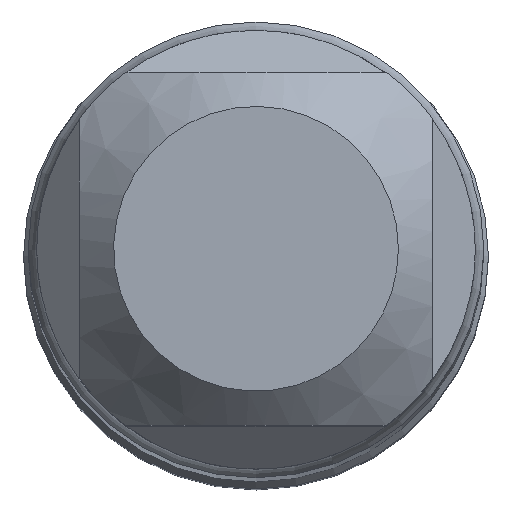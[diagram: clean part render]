
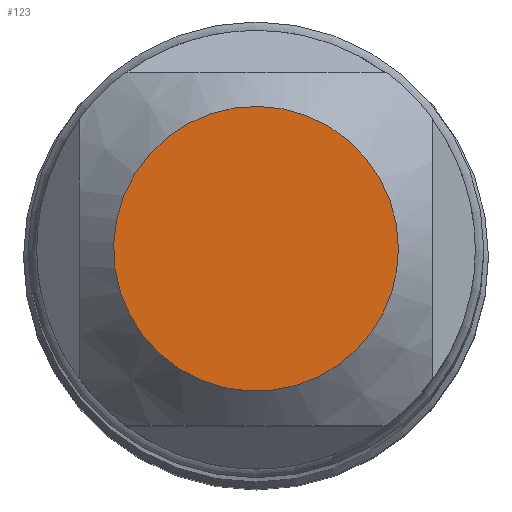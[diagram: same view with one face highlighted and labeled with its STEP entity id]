
A CAD part, top view. The second image highlights one B-rep face of the part: STEP entity #123.
In plain terms, the highlighted planar face has unit normal (0, 0, 1).
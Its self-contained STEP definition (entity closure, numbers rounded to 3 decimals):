
#52=PLANE('',#444);
#63=FACE_OUTER_BOUND('',#187,.T.);
#123=ADVANCED_FACE('',(#63),#52,.T.);
#187=EDGE_LOOP('',(#264));
#206=CIRCLE('',#423,2.5);
#264=ORIENTED_EDGE('',*,*,#337,.F.);
#305=VERTEX_POINT('',#627);
#337=EDGE_CURVE('',#305,#305,#206,.T.);
#423=AXIS2_PLACEMENT_3D('',#626,#476,#477);
#444=AXIS2_PLACEMENT_3D('',#699,#526,#527);
#476=DIRECTION('',(0.,0.,-1.));
#477=DIRECTION('',(1.,0.,0.));
#526=DIRECTION('',(0.,0.,1.));
#527=DIRECTION('',(-1.,0.,0.));
#626=CARTESIAN_POINT('',(0.,0.,0.));
#627=CARTESIAN_POINT('',(2.5,0.,0.));
#699=CARTESIAN_POINT('',(0.,0.,0.));
